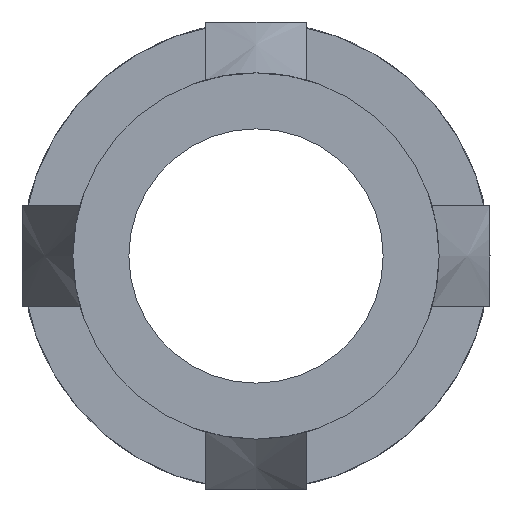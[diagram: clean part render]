
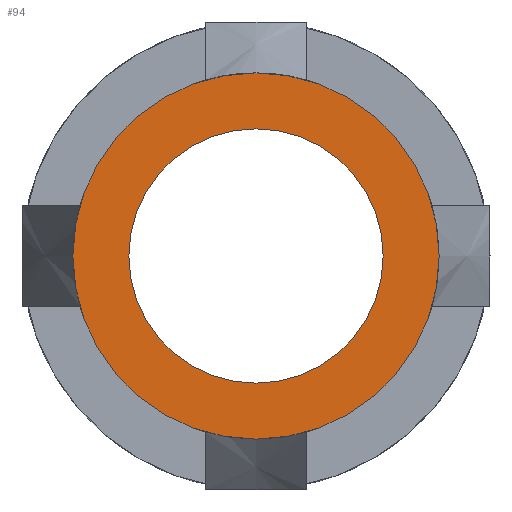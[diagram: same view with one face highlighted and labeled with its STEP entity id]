
A CAD part, left-side view. The second image highlights one B-rep face of the part: STEP entity #94.
In plain terms, the highlighted planar face has unit normal (-1, 0, 0).
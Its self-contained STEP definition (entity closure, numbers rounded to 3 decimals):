
#94 = ADVANCED_FACE( '', ( #191, #192 ), #193, .F. );
#191 = FACE_BOUND( '', #351, .T. );
#192 = FACE_OUTER_BOUND( '', #352, .T. );
#193 = PLANE( '', #353 );
#351 = EDGE_LOOP( '', ( #599 ) );
#352 = EDGE_LOOP( '', ( #600 ) );
#353 = AXIS2_PLACEMENT_3D( '', #601, #602, #603 );
#599 = ORIENTED_EDGE( '', *, *, #1023, .T. );
#600 = ORIENTED_EDGE( '', *, *, #1022, .T. );
#601 = CARTESIAN_POINT( '', ( -40.5, 0., 0. ) );
#602 = DIRECTION( '', ( 1., 0., 0. ) );
#603 = DIRECTION( '', ( 0., 0., -1. ) );
#1022 = EDGE_CURVE( '', #1224, #1224, #1225, .T. );
#1023 = EDGE_CURVE( '', #1226, #1226, #1227, .T. );
#1224 = VERTEX_POINT( '', #1572 );
#1225 = CIRCLE( '', #1573, 9. );
#1226 = VERTEX_POINT( '', #1574 );
#1227 = CIRCLE( '', #1575, 6.25 );
#1572 = CARTESIAN_POINT( '', ( -40.5, 0., 9. ) );
#1573 = AXIS2_PLACEMENT_3D( '', #1946, #1947, #1948 );
#1574 = CARTESIAN_POINT( '', ( -40.5, 0., -6.25 ) );
#1575 = AXIS2_PLACEMENT_3D( '', #1949, #1950, #1951 );
#1946 = CARTESIAN_POINT( '', ( -40.5, 0., 0. ) );
#1947 = DIRECTION( '', ( -1., 0., 0. ) );
#1948 = DIRECTION( '', ( 0., 0., 1. ) );
#1949 = CARTESIAN_POINT( '', ( -40.5, 0., 0. ) );
#1950 = DIRECTION( '', ( 1., 0., 0. ) );
#1951 = DIRECTION( '', ( 0., 0., -1. ) );
